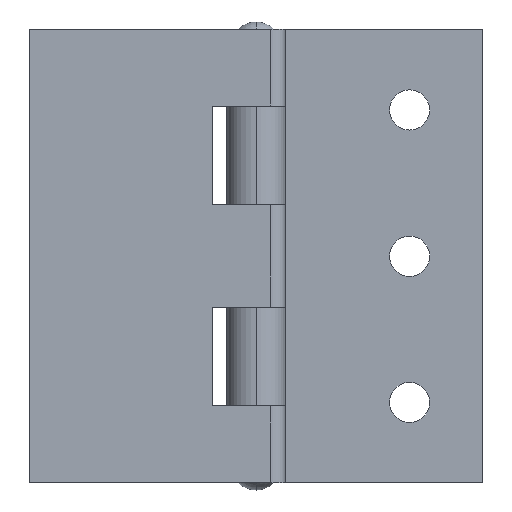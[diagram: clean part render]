
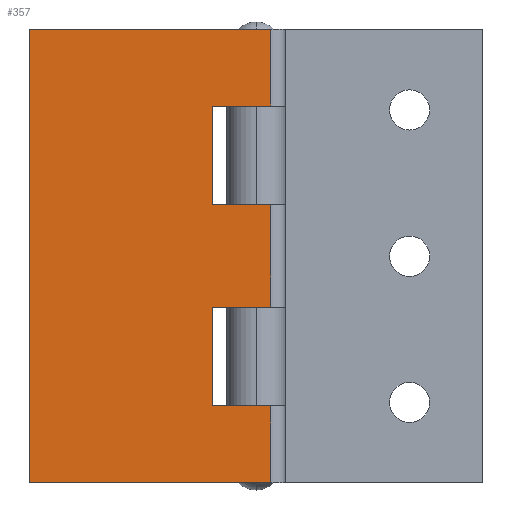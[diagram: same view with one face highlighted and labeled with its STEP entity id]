
A CAD part, top view. The second image highlights one B-rep face of the part: STEP entity #357.
In plain terms, the highlighted planar face has unit normal (0, 0, 1).
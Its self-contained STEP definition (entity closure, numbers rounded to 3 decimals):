
#145 = VERTEX_POINT ( 'NONE', #1042 ) ;
#187 = EDGE_CURVE ( 'NONE', #145, #188, #1157, .T. ) ;
#188 = VERTEX_POINT ( 'NONE', #1153 ) ;
#244 = VERTEX_POINT ( 'NONE', #1292 ) ;
#247 = EDGE_CURVE ( 'NONE', #248, #244, #1290, .T. ) ;
#248 = VERTEX_POINT ( 'NONE', #1286 ) ;
#288 = VERTEX_POINT ( 'NONE', #1375 ) ;
#290 = EDGE_CURVE ( 'NONE', #288, #344, #1374, .T. ) ;
#343 = EDGE_CURVE ( 'NONE', #344, #345, #1472, .T. ) ;
#344 = VERTEX_POINT ( 'NONE', #1468 ) ;
#345 = VERTEX_POINT ( 'NONE', #1467 ) ;
#357 = ADVANCED_FACE ( 'NONE', ( #1500 ), #1506, .F. ) ;
#358 = EDGE_CURVE ( 'NONE', #1883, #1881, #1495, .T. ) ;
#359 = EDGE_LOOP ( 'NONE', ( #360, #1885, #1886, #1880, #1398, #1341, #1337, #1879, #1871, #1355, #759, #760 ) ) ;
#360 = ORIENTED_EDGE ( 'NONE', *, *, #358, .F. ) ;
#363 = EDGE_CURVE ( 'NONE', #288, #248, #1491, .T. ) ;
#370 = VERTEX_POINT ( 'NONE', #1541 ) ;
#759 = ORIENTED_EDGE ( 'NONE', *, *, #1075, .F. ) ;
#760 = ORIENTED_EDGE ( 'NONE', *, *, #763, .F. ) ;
#763 = EDGE_CURVE ( 'NONE', #1881, #370, #2145, .T. ) ;
#1042 = CARTESIAN_POINT ( 'NONE',  ( 2., 7., 6.001 ) ) ;
#1075 = EDGE_CURVE ( 'NONE', #370, #244, #2235, .T. ) ;
#1153 = CARTESIAN_POINT ( 'NONE',  ( 2., -7., 6.001 ) ) ;
#1154 = DIRECTION ( 'NONE',  ( 0., -1., 0. ) ) ;
#1155 = VECTOR ( 'NONE', #1154, 1000. ) ;
#1156 = CARTESIAN_POINT ( 'NONE',  ( 2., 31., 6.001 ) ) ;
#1157 = LINE ( 'NONE', #1156, #1155 ) ;
#1286 = CARTESIAN_POINT ( 'NONE',  ( -31., -31., 6.001 ) ) ;
#1287 = DIRECTION ( 'NONE',  ( 1., 0., 0. ) ) ;
#1288 = VECTOR ( 'NONE', #1287, 1000. ) ;
#1289 = CARTESIAN_POINT ( 'NONE',  ( 2., -31., 6.001 ) ) ;
#1290 = LINE ( 'NONE', #1289, #1288 ) ;
#1292 = CARTESIAN_POINT ( 'NONE',  ( 2., -31., 6.001 ) ) ;
#1337 = ORIENTED_EDGE ( 'NONE', *, *, #343, .F. ) ;
#1340 = EDGE_CURVE ( 'NONE', #345, #1356, #2225, .T. ) ;
#1341 = ORIENTED_EDGE ( 'NONE', *, *, #1340, .F. ) ;
#1355 = ORIENTED_EDGE ( 'NONE', *, *, #247, .T. ) ;
#1356 = VERTEX_POINT ( 'NONE', #2254 ) ;
#1371 = DIRECTION ( 'NONE',  ( 1., 0., 0. ) ) ;
#1372 = VECTOR ( 'NONE', #1371, 1000. ) ;
#1373 = CARTESIAN_POINT ( 'NONE',  ( 2., 31., 6.001 ) ) ;
#1374 = LINE ( 'NONE', #1373, #1372 ) ;
#1375 = CARTESIAN_POINT ( 'NONE',  ( -31., 31., 6.001 ) ) ;
#1398 = ORIENTED_EDGE ( 'NONE', *, *, #1572, .F. ) ;
#1467 = CARTESIAN_POINT ( 'NONE',  ( 2., 20.5, 6.001 ) ) ;
#1468 = CARTESIAN_POINT ( 'NONE',  ( 2., 31., 6.001 ) ) ;
#1469 = DIRECTION ( 'NONE',  ( 0., -1., 0. ) ) ;
#1470 = VECTOR ( 'NONE', #1469, 1000. ) ;
#1471 = CARTESIAN_POINT ( 'NONE',  ( 2., 31., 6.001 ) ) ;
#1472 = LINE ( 'NONE', #1471, #1470 ) ;
#1488 = DIRECTION ( 'NONE',  ( 0., -1., 0. ) ) ;
#1489 = VECTOR ( 'NONE', #1488, 1000. ) ;
#1490 = CARTESIAN_POINT ( 'NONE',  ( -31., 31., 6.001 ) ) ;
#1491 = LINE ( 'NONE', #1490, #1489 ) ;
#1492 = DIRECTION ( 'NONE',  ( 0., -1., 0. ) ) ;
#1493 = VECTOR ( 'NONE', #1492, 1000. ) ;
#1494 = CARTESIAN_POINT ( 'NONE',  ( -6., -7., 6.001 ) ) ;
#1495 = LINE ( 'NONE', #1494, #1493 ) ;
#1496 = DIRECTION ( 'NONE',  ( -1., 0., 0. ) ) ;
#1497 = DIRECTION ( 'NONE',  ( 0., 0., -1. ) ) ;
#1498 = CARTESIAN_POINT ( 'NONE',  ( 2., 31., 6.001 ) ) ;
#1499 = AXIS2_PLACEMENT_3D ( 'NONE', #1498, #1497, #1496 ) ;
#1500 = FACE_OUTER_BOUND ( 'NONE', #359, .T. ) ;
#1506 = PLANE ( 'NONE',  #1499 ) ;
#1541 = CARTESIAN_POINT ( 'NONE',  ( 2., -20.5, 6.001 ) ) ;
#1572 = EDGE_CURVE ( 'NONE', #1356, #1595, #2249, .T. ) ;
#1595 = VERTEX_POINT ( 'NONE', #2245 ) ;
#1870 = EDGE_CURVE ( 'NONE', #1595, #145, #2244, .T. ) ;
#1871 = ORIENTED_EDGE ( 'NONE', *, *, #363, .T. ) ;
#1879 = ORIENTED_EDGE ( 'NONE', *, *, #290, .F. ) ;
#1880 = ORIENTED_EDGE ( 'NONE', *, *, #1870, .F. ) ;
#1881 = VERTEX_POINT ( 'NONE', #2286 ) ;
#1883 = VERTEX_POINT ( 'NONE', #2284 ) ;
#1884 = EDGE_CURVE ( 'NONE', #188, #1883, #2283, .T. ) ;
#1885 = ORIENTED_EDGE ( 'NONE', *, *, #1884, .F. ) ;
#1886 = ORIENTED_EDGE ( 'NONE', *, *, #187, .F. ) ;
#2142 = DIRECTION ( 'NONE',  ( 1., 0., 0. ) ) ;
#2143 = VECTOR ( 'NONE', #2142, 1000. ) ;
#2144 = CARTESIAN_POINT ( 'NONE',  ( -6., -20.5, 6.001 ) ) ;
#2145 = LINE ( 'NONE', #2144, #2143 ) ;
#2222 = DIRECTION ( 'NONE',  ( -1., 0., 0. ) ) ;
#2223 = VECTOR ( 'NONE', #2222, 1000. ) ;
#2224 = CARTESIAN_POINT ( 'NONE',  ( -6., 20.5, 6.001 ) ) ;
#2225 = LINE ( 'NONE', #2224, #2223 ) ;
#2232 = DIRECTION ( 'NONE',  ( 0., -1., 0. ) ) ;
#2233 = VECTOR ( 'NONE', #2232, 1000. ) ;
#2234 = CARTESIAN_POINT ( 'NONE',  ( 2., 31., 6.001 ) ) ;
#2235 = LINE ( 'NONE', #2234, #2233 ) ;
#2241 = DIRECTION ( 'NONE',  ( 1., 0., 0. ) ) ;
#2242 = VECTOR ( 'NONE', #2241, 1000. ) ;
#2243 = CARTESIAN_POINT ( 'NONE',  ( -6., 7., 6.001 ) ) ;
#2244 = LINE ( 'NONE', #2243, #2242 ) ;
#2245 = CARTESIAN_POINT ( 'NONE',  ( -6., 7., 6.001 ) ) ;
#2246 = DIRECTION ( 'NONE',  ( 0., -1., 0. ) ) ;
#2247 = VECTOR ( 'NONE', #2246, 1000. ) ;
#2248 = CARTESIAN_POINT ( 'NONE',  ( -6., 20.5, 6.001 ) ) ;
#2249 = LINE ( 'NONE', #2248, #2247 ) ;
#2254 = CARTESIAN_POINT ( 'NONE',  ( -6., 20.5, 6.001 ) ) ;
#2280 = DIRECTION ( 'NONE',  ( -1., 0., 0. ) ) ;
#2281 = VECTOR ( 'NONE', #2280, 1000. ) ;
#2282 = CARTESIAN_POINT ( 'NONE',  ( -6., -7., 6.001 ) ) ;
#2283 = LINE ( 'NONE', #2282, #2281 ) ;
#2284 = CARTESIAN_POINT ( 'NONE',  ( -6., -7., 6.001 ) ) ;
#2286 = CARTESIAN_POINT ( 'NONE',  ( -6., -20.5, 6.001 ) ) ;
